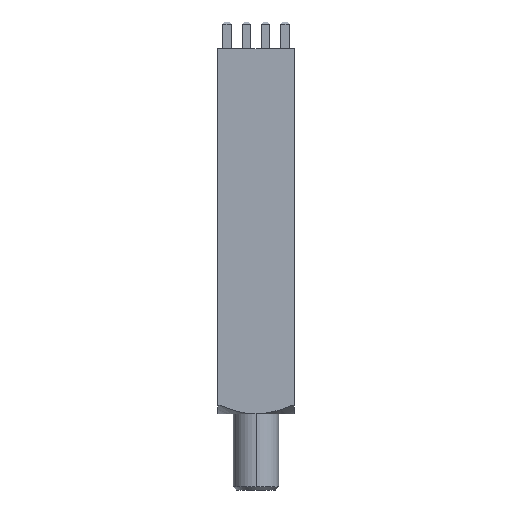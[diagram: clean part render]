
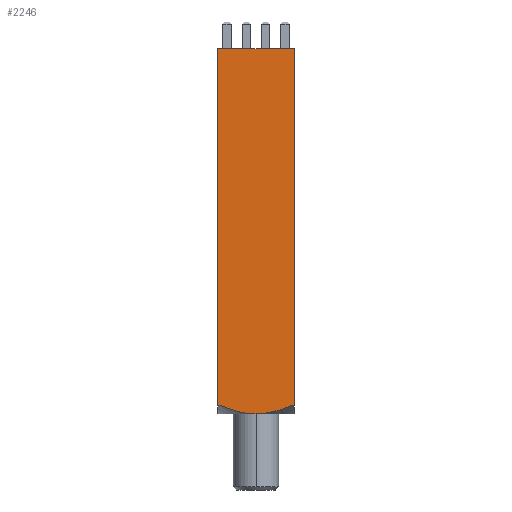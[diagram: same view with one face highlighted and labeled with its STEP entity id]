
A CAD part, left-side view. The second image highlights one B-rep face of the part: STEP entity #2246.
In plain terms, the highlighted planar face has unit normal (-1, 0, 0).
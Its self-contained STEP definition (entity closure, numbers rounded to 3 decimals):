
#282 = VECTOR ( 'NONE', #2642, 1000. ) ;
#416 = CARTESIAN_POINT ( 'NONE',  ( -5., -5., 48. ) ) ;
#422 = FACE_OUTER_BOUND ( 'NONE', #1363, .T. ) ;
#423 = PLANE ( 'NONE',  #1994 ) ;
#425 = DIRECTION ( 'NONE',  ( 1., 0., 0. ) ) ;
#426 = DIRECTION ( 'NONE',  ( 0., 0., -1. ) ) ;
#550 = B_SPLINE_CURVE_WITH_KNOTS ( 'NONE', 3,
 ( #3906, #3902, #3910, #3911, #3912, #3913, #3914, #3915 ),
 .UNSPECIFIED., .F., .F.,
 ( 4, 2, 2, 4 ),
 ( 0.013, 0.014, 0.016, 0.018 ),
 .UNSPECIFIED. ) ;
#555 = B_SPLINE_CURVE_WITH_KNOTS ( 'NONE', 3,
 ( #3908, #3909, #3917, #3918, #3919, #3920, #3921, #3922 ),
 .UNSPECIFIED., .F., .F.,
 ( 4, 2, 2, 4 ),
 ( 0.018, 0.019, 0.021, 0.023 ),
 .UNSPECIFIED. ) ;
#761 = VERTEX_POINT ( 'NONE', #1080 ) ;
#765 = VERTEX_POINT ( 'NONE', #1084 ) ;
#770 = VERTEX_POINT ( 'NONE', #1089 ) ;
#866 = CARTESIAN_POINT ( 'NONE',  ( -5., -5., 48. ) ) ;
#1080 = CARTESIAN_POINT ( 'NONE',  ( -5., 0., 0. ) ) ;
#1084 = CARTESIAN_POINT ( 'NONE',  ( -5., 5., 1.196 ) ) ;
#1089 = CARTESIAN_POINT ( 'NONE',  ( -5., 5., 48. ) ) ;
#1169 = CARTESIAN_POINT ( 'NONE',  ( -5., -5., 1.196 ) ) ;
#1363 = EDGE_LOOP ( 'NONE', ( #1491, #1490, #1489, #1488, #1487 ) ) ;
#1487 = ORIENTED_EDGE ( 'NONE', *, *, #2290, .F. ) ;
#1488 = ORIENTED_EDGE ( 'NONE', *, *, #3735, .F. ) ;
#1489 = ORIENTED_EDGE ( 'NONE', *, *, #3734, .T. ) ;
#1490 = ORIENTED_EDGE ( 'NONE', *, *, #3733, .T. ) ;
#1491 = ORIENTED_EDGE ( 'NONE', *, *, #3732, .T. ) ;
#1950 = VERTEX_POINT ( 'NONE', #1169 ) ;
#1966 = VERTEX_POINT ( 'NONE', #866 ) ;
#1994 = AXIS2_PLACEMENT_3D ( 'NONE', #416, #425, #426 ) ;
#2141 = VECTOR ( 'NONE', #3926, 1000. ) ;
#2143 = VECTOR ( 'NONE', #3907, 1000. ) ;
#2246 = ADVANCED_FACE ( 'NONE', ( #422 ), #423, .F. ) ;
#2290 = EDGE_CURVE ( 'NONE', #770, #1966, #2640, .T. ) ;
#2640 = LINE ( 'NONE', #2641, #282 ) ;
#2641 = CARTESIAN_POINT ( 'NONE',  ( -5., -5., 48. ) ) ;
#2642 = DIRECTION ( 'NONE',  ( 0., -1., 0. ) ) ;
#3732 = EDGE_CURVE ( 'NONE', #770, #765, #3777, .T. ) ;
#3733 = EDGE_CURVE ( 'NONE', #765, #761, #550, .T. ) ;
#3734 = EDGE_CURVE ( 'NONE', #761, #1950, #555, .T. ) ;
#3735 = EDGE_CURVE ( 'NONE', #1966, #1950, #3923, .T. ) ;
#3777 = LINE ( 'NONE', #3898, #2143 ) ;
#3898 = CARTESIAN_POINT ( 'NONE',  ( -5., 5., 48. ) ) ;
#3902 = CARTESIAN_POINT ( 'NONE',  ( -5., 4.6, 1.033 ) ) ;
#3906 = CARTESIAN_POINT ( 'NONE',  ( -5., 5., 1.196 ) ) ;
#3907 = DIRECTION ( 'NONE',  ( 0., 0., -1. ) ) ;
#3908 = CARTESIAN_POINT ( 'NONE',  ( -5., 0., 0. ) ) ;
#3909 = CARTESIAN_POINT ( 'NONE',  ( -5., -0.43, 0. ) ) ;
#3910 = CARTESIAN_POINT ( 'NONE',  ( -5., 4.197, 0.877 ) ) ;
#3911 = CARTESIAN_POINT ( 'NONE',  ( -5., 3.378, 0.592 ) ) ;
#3912 = CARTESIAN_POINT ( 'NONE',  ( -5., 2.964, 0.462 ) ) ;
#3913 = CARTESIAN_POINT ( 'NONE',  ( -5., 1.714, 0.135 ) ) ;
#3914 = CARTESIAN_POINT ( 'NONE',  ( -5., 0.868, 0. ) ) ;
#3915 = CARTESIAN_POINT ( 'NONE',  ( -5., 0., 0. ) ) ;
#3917 = CARTESIAN_POINT ( 'NONE',  ( -5., -0.867, 0.033 ) ) ;
#3918 = CARTESIAN_POINT ( 'NONE',  ( -5., -1.719, 0.156 ) ) ;
#3919 = CARTESIAN_POINT ( 'NONE',  ( -5., -2.139, 0.246 ) ) ;
#3920 = CARTESIAN_POINT ( 'NONE',  ( -5., -3.386, 0.573 ) ) ;
#3921 = CARTESIAN_POINT ( 'NONE',  ( -5., -4.202, 0.87 ) ) ;
#3922 = CARTESIAN_POINT ( 'NONE',  ( -5., -5., 1.196 ) ) ;
#3923 = LINE ( 'NONE', #3925, #2141 ) ;
#3925 = CARTESIAN_POINT ( 'NONE',  ( -5., -5., 48. ) ) ;
#3926 = DIRECTION ( 'NONE',  ( 0., 0., -1. ) ) ;
